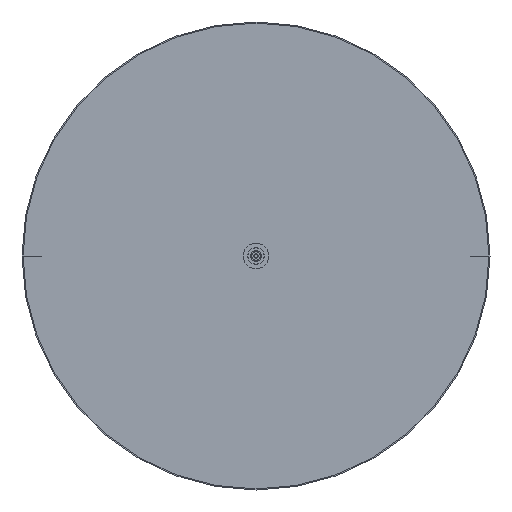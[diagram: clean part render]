
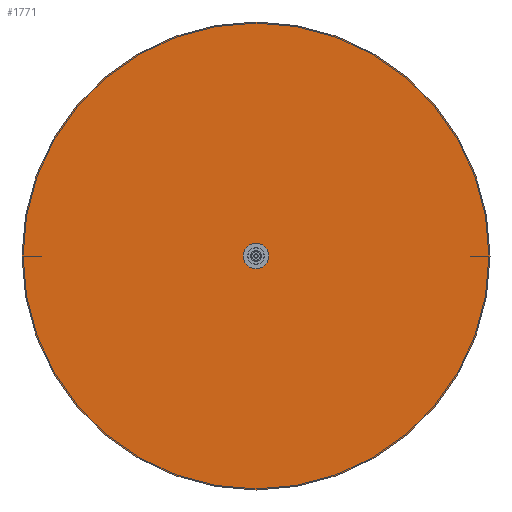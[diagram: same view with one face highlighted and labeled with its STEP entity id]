
A CAD part, front view. The second image highlights one B-rep face of the part: STEP entity #1771.
In plain terms, the highlighted planar face has unit normal (0, -1, 0).
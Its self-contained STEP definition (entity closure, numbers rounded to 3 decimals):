
#154 = CIRCLE ( 'NONE', #15307, 6.7 ) ;
#879 = CARTESIAN_POINT ( 'NONE',  ( 0., 0., 0. ) ) ;
#1154 = VERTEX_POINT ( 'NONE', #1391 ) ;
#1174 = DIRECTION ( 'NONE',  ( 1., 0., 0. ) ) ;
#1274 = CIRCLE ( 'NONE', #10756, 275. ) ;
#1391 = CARTESIAN_POINT ( 'NONE',  ( -275., 0., 0. ) ) ;
#1771 = ADVANCED_FACE ( 'NONE', ( #15330, #3702 ), #8868, .F. ) ;
#2651 = ORIENTED_EDGE ( 'NONE', *, *, #10751, .T. ) ;
#3159 = ORIENTED_EDGE ( 'NONE', *, *, #10567, .T. ) ;
#3253 = DIRECTION ( 'NONE',  ( 0., 1., 0. ) ) ;
#3702 = FACE_BOUND ( 'NONE', #9018, .T. ) ;
#3867 = DIRECTION ( 'NONE',  ( 0., 1., 0. ) ) ;
#3871 = DIRECTION ( 'NONE',  ( 0., 1., 0. ) ) ;
#4111 = CIRCLE ( 'NONE', #11970, 275. ) ;
#6201 = DIRECTION ( 'NONE',  ( 0., 1., 0. ) ) ;
#6204 = AXIS2_PLACEMENT_3D ( 'NONE', #12779, #3871, #1174 ) ;
#6491 = EDGE_CURVE ( 'NONE', #10815, #1154, #4111, .T. ) ;
#6898 = DIRECTION ( 'NONE',  ( -1., 0., 0. ) ) ;
#6986 = CARTESIAN_POINT ( 'NONE',  ( 6.7, 0., 0. ) ) ;
#7302 = DIRECTION ( 'NONE',  ( -1., 0., 0. ) ) ;
#8407 = CARTESIAN_POINT ( 'NONE',  ( 0., 0., 0. ) ) ;
#8868 = PLANE ( 'NONE',  #6204 ) ;
#9018 = EDGE_LOOP ( 'NONE', ( #3159, #2651 ) ) ;
#9074 = AXIS2_PLACEMENT_3D ( 'NONE', #879, #6201, #7302 ) ;
#9532 = DIRECTION ( 'NONE',  ( 0., 1., 0. ) ) ;
#9754 = VERTEX_POINT ( 'NONE', #6986 ) ;
#9906 = VERTEX_POINT ( 'NONE', #15210 ) ;
#10245 = ORIENTED_EDGE ( 'NONE', *, *, #11868, .F. ) ;
#10567 = EDGE_CURVE ( 'NONE', #9754, #9906, #154, .T. ) ;
#10655 = EDGE_LOOP ( 'NONE', ( #13276, #10245 ) ) ;
#10751 = EDGE_CURVE ( 'NONE', #9906, #9754, #14229, .T. ) ;
#10756 = AXIS2_PLACEMENT_3D ( 'NONE', #13592, #3253, #12243 ) ;
#10815 = VERTEX_POINT ( 'NONE', #14341 ) ;
#11868 = EDGE_CURVE ( 'NONE', #1154, #10815, #1274, .T. ) ;
#11970 = AXIS2_PLACEMENT_3D ( 'NONE', #15497, #3867, #12940 ) ;
#12243 = DIRECTION ( 'NONE',  ( -1., 0., 0. ) ) ;
#12779 = CARTESIAN_POINT ( 'NONE',  ( 0., 0., 0. ) ) ;
#12940 = DIRECTION ( 'NONE',  ( -1., 0., 0. ) ) ;
#13276 = ORIENTED_EDGE ( 'NONE', *, *, #6491, .F. ) ;
#13592 = CARTESIAN_POINT ( 'NONE',  ( 0., 0., 0. ) ) ;
#14229 = CIRCLE ( 'NONE', #9074, 6.7 ) ;
#14341 = CARTESIAN_POINT ( 'NONE',  ( 275., 0., 0. ) ) ;
#15210 = CARTESIAN_POINT ( 'NONE',  ( -6.7, 0., 0. ) ) ;
#15307 = AXIS2_PLACEMENT_3D ( 'NONE', #8407, #9532, #6898 ) ;
#15330 = FACE_OUTER_BOUND ( 'NONE', #10655, .T. ) ;
#15497 = CARTESIAN_POINT ( 'NONE',  ( 0., 0., 0. ) ) ;
